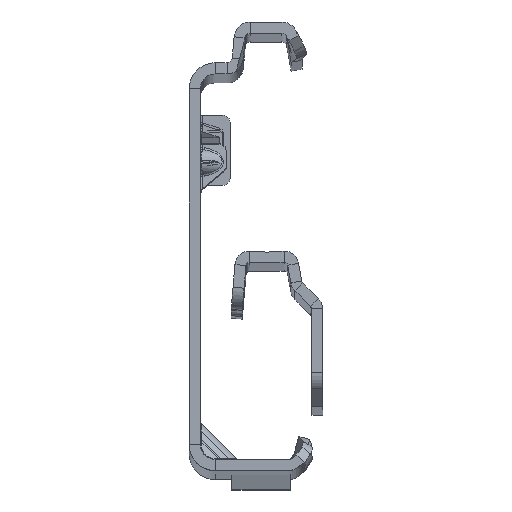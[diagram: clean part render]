
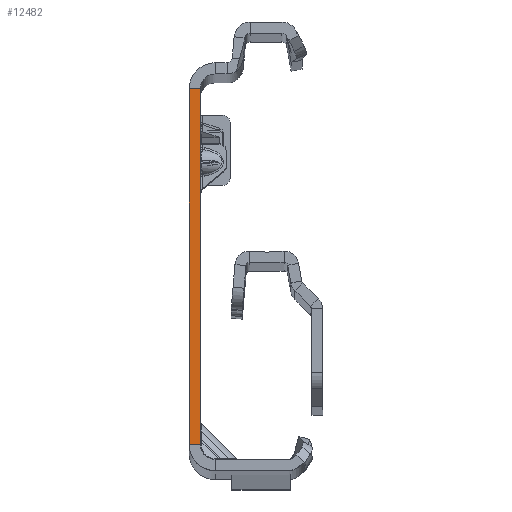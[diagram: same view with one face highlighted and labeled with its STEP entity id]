
A CAD part, top view. The second image highlights one B-rep face of the part: STEP entity #12482.
In plain terms, the highlighted planar face has unit normal (0, 0, 1).
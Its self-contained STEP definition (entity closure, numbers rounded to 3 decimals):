
#12 = CARTESIAN_POINT ( 'NONE',  ( 0., -25.865, 0. ) ) ;
#28 = DIRECTION ( 'NONE',  ( 0., -1., 0. ) ) ;
#402 = ORIENTED_EDGE ( 'NONE', *, *, #14523, .F. ) ;
#705 = VECTOR ( 'NONE', #8574, 1000. ) ;
#1342 = ORIENTED_EDGE ( 'NONE', *, *, #6762, .T. ) ;
#1650 = FACE_OUTER_BOUND ( 'NONE', #3266, .T. ) ;
#2153 = EDGE_CURVE ( 'NONE', #13369, #3219, #13604, .T. ) ;
#2271 = LINE ( 'NONE', #3667, #7760 ) ;
#3219 = VERTEX_POINT ( 'NONE', #5817 ) ;
#3266 = EDGE_LOOP ( 'NONE', ( #402, #1342, #3760, #11677 ) ) ;
#3648 = LINE ( 'NONE', #11073, #705 ) ;
#3667 = CARTESIAN_POINT ( 'NONE',  ( 0., -27.865, 0. ) ) ;
#3760 = ORIENTED_EDGE ( 'NONE', *, *, #13792, .T. ) ;
#4000 = PLANE ( 'NONE',  #13398 ) ;
#4349 = VERTEX_POINT ( 'NONE', #6175 ) ;
#5817 = CARTESIAN_POINT ( 'NONE',  ( -1.5, -25.865, 0. ) ) ;
#6175 = CARTESIAN_POINT ( 'NONE',  ( -1.5, 22.135, 0. ) ) ;
#6595 = DIRECTION ( 'NONE',  ( 1., 0., 0. ) ) ;
#6762 = EDGE_CURVE ( 'NONE', #13937, #4349, #7935, .T. ) ;
#7760 = VECTOR ( 'NONE', #28, 1000. ) ;
#7862 = DIRECTION ( 'NONE',  ( -1., 0., 0. ) ) ;
#7935 = LINE ( 'NONE', #12824, #14723 ) ;
#8574 = DIRECTION ( 'NONE',  ( 0., -1., 0. ) ) ;
#8799 = DIRECTION ( 'NONE',  ( -1., 0., 0. ) ) ;
#10062 = CARTESIAN_POINT ( 'NONE',  ( -1.5, -27.865, 0. ) ) ;
#10090 = CARTESIAN_POINT ( 'NONE',  ( 0., -25.865, 0. ) ) ;
#10139 = DIRECTION ( 'NONE',  ( 0., 0., 1. ) ) ;
#11073 = CARTESIAN_POINT ( 'NONE',  ( -1.5, -27.865, 0. ) ) ;
#11677 = ORIENTED_EDGE ( 'NONE', *, *, #2153, .F. ) ;
#12327 = CARTESIAN_POINT ( 'NONE',  ( 0., 22.135, 0. ) ) ;
#12482 = ADVANCED_FACE ( 'NONE', ( #1650 ), #4000, .T. ) ;
#12824 = CARTESIAN_POINT ( 'NONE',  ( 0., 22.135, 0. ) ) ;
#13369 = VERTEX_POINT ( 'NONE', #12 ) ;
#13398 = AXIS2_PLACEMENT_3D ( 'NONE', #10062, #10139, #6595 ) ;
#13604 = LINE ( 'NONE', #10090, #15183 ) ;
#13792 = EDGE_CURVE ( 'NONE', #4349, #3219, #3648, .T. ) ;
#13937 = VERTEX_POINT ( 'NONE', #12327 ) ;
#14523 = EDGE_CURVE ( 'NONE', #13937, #13369, #2271, .T. ) ;
#14723 = VECTOR ( 'NONE', #7862, 1000. ) ;
#15183 = VECTOR ( 'NONE', #8799, 1000. ) ;
